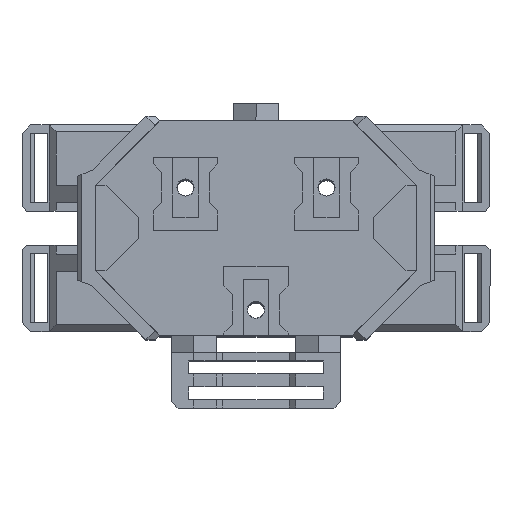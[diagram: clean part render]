
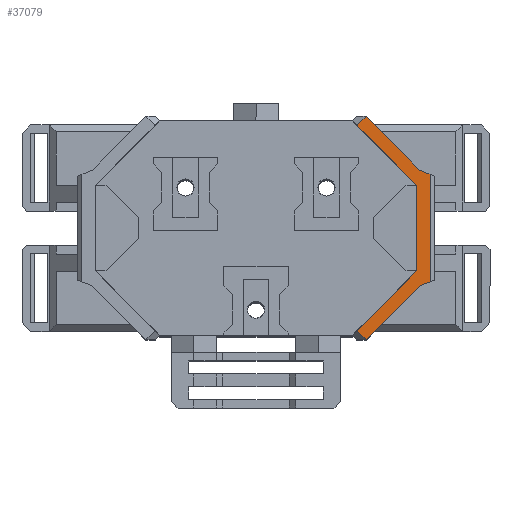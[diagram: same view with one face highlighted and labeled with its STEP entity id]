
A CAD part, top view. The second image highlights one B-rep face of the part: STEP entity #37079.
In plain terms, the highlighted planar face has unit normal (0, 0, 1).
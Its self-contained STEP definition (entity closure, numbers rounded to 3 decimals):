
#3625=FACE_OUTER_BOUND('',#6015,.T.);
#6015=EDGE_LOOP('',(#30366,#30367,#30368,#30369,#30370,#30371,#30372,#30373,
#30374,#30375));
#9496=LINE('',#61693,#13534);
#9511=LINE('',#61726,#13549);
#9529=LINE('',#61764,#13567);
#9536=LINE('',#61776,#13574);
#9545=LINE('',#61794,#13583);
#9548=LINE('',#61800,#13586);
#9557=LINE('',#61818,#13595);
#9558=LINE('',#61820,#13596);
#9559=LINE('',#61822,#13597);
#9560=LINE('',#61823,#13598);
#13534=VECTOR('',#46491,10.);
#13549=VECTOR('',#46512,10.);
#13567=VECTOR('',#46538,10.);
#13574=VECTOR('',#46547,10.);
#13583=VECTOR('',#46560,10.);
#13586=VECTOR('',#46565,10.);
#13595=VECTOR('',#46580,10.);
#13596=VECTOR('',#46581,10.);
#13597=VECTOR('',#46582,10.);
#13598=VECTOR('',#46583,10.);
#17222=VERTEX_POINT('',#61686);
#17225=VERTEX_POINT('',#61691);
#17240=VERTEX_POINT('',#61725);
#17255=VERTEX_POINT('',#61761);
#17256=VERTEX_POINT('',#61763);
#17267=VERTEX_POINT('',#61793);
#17269=VERTEX_POINT('',#61799);
#17275=VERTEX_POINT('',#61817);
#17276=VERTEX_POINT('',#61819);
#17277=VERTEX_POINT('',#61821);
#21783=EDGE_CURVE('',#17225,#17222,#9496,.T.);
#21799=EDGE_CURVE('',#17222,#17240,#9511,.T.);
#21817=EDGE_CURVE('',#17256,#17255,#9529,.T.);
#21824=EDGE_CURVE('',#17256,#17225,#9536,.T.);
#21833=EDGE_CURVE('',#17267,#17240,#9545,.T.);
#21836=EDGE_CURVE('',#17267,#17269,#9548,.T.);
#21845=EDGE_CURVE('',#17275,#17255,#9557,.T.);
#21846=EDGE_CURVE('',#17275,#17276,#9558,.T.);
#21847=EDGE_CURVE('',#17277,#17276,#9559,.T.);
#21848=EDGE_CURVE('',#17277,#17269,#9560,.T.);
#30366=ORIENTED_EDGE('',*,*,#21783,.F.);
#30367=ORIENTED_EDGE('',*,*,#21824,.F.);
#30368=ORIENTED_EDGE('',*,*,#21817,.T.);
#30369=ORIENTED_EDGE('',*,*,#21845,.F.);
#30370=ORIENTED_EDGE('',*,*,#21846,.T.);
#30371=ORIENTED_EDGE('',*,*,#21847,.F.);
#30372=ORIENTED_EDGE('',*,*,#21848,.T.);
#30373=ORIENTED_EDGE('',*,*,#21836,.F.);
#30374=ORIENTED_EDGE('',*,*,#21833,.T.);
#30375=ORIENTED_EDGE('',*,*,#21799,.F.);
#35167=PLANE('',#39593);
#37079=ADVANCED_FACE('',(#3625),#35167,.T.);
#39593=AXIS2_PLACEMENT_3D('',#61816,#46578,#46579);
#46491=DIRECTION('',(-0.087,-0.996,0.));
#46512=DIRECTION('',(-0.954,-0.301,0.));
#46538=DIRECTION('',(-0.643,0.766,0.));
#46547=DIRECTION('',(0.887,-0.462,0.));
#46560=DIRECTION('',(0.766,0.643,0.));
#46565=DIRECTION('',(-0.643,0.766,0.));
#46578=DIRECTION('center_axis',(0.,0.,
1.));
#46579=DIRECTION('ref_axis',(-0.996,0.087,0.));
#46580=DIRECTION('',(0.766,0.643,0.));
#46581=DIRECTION('',(0.643,-0.766,0.));
#46582=DIRECTION('',(0.087,0.996,0.));
#46583=DIRECTION('',(-0.766,-0.643,0.));
#61686=CARTESIAN_POINT('',(1.874,8.972,75.));
#61691=CARTESIAN_POINT('',(4.059,33.947,75.));
#61693=CARTESIAN_POINT('',(2.967,21.46,75.));
#61725=CARTESIAN_POINT('',(-0.618,8.186,75.));
#61726=CARTESIAN_POINT('',(-0.415,8.25,75.));
#61761=CARTESIAN_POINT('',(-9.644,48.723,75.));
#61763=CARTESIAN_POINT('',(1.741,35.154,75.));
#61764=CARTESIAN_POINT('',(3.027,33.622,75.));
#61776=CARTESIAN_POINT('',(1.93,35.056,75.));
#61793=CARTESIAN_POINT('',(-14.187,-3.2,75.));
#61794=CARTESIAN_POINT('',(-15.336,-4.164,75.));
#61799=CARTESIAN_POINT('',(-16.115,-0.902,75.));
#61800=CARTESIAN_POINT('',(-18.887,2.402,75.));
#61816=CARTESIAN_POINT('Origin',(-6.558,22.293,75.));
#61817=CARTESIAN_POINT('',(-11.943,46.795,75.));
#61818=CARTESIAN_POINT('',(-16.395,43.059,75.));
#61819=CARTESIAN_POINT('',(0.729,31.694,75.));
#61820=CARTESIAN_POINT('',(-12.907,47.944,75.));
#61821=CARTESIAN_POINT('',(-1.014,11.77,75.));
#61822=CARTESIAN_POINT('',(-1.014,11.77,75.));
#61823=CARTESIAN_POINT('',(-1.014,11.77,75.));
